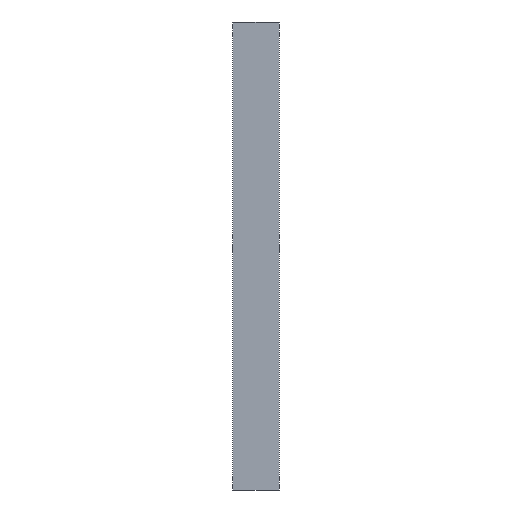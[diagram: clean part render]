
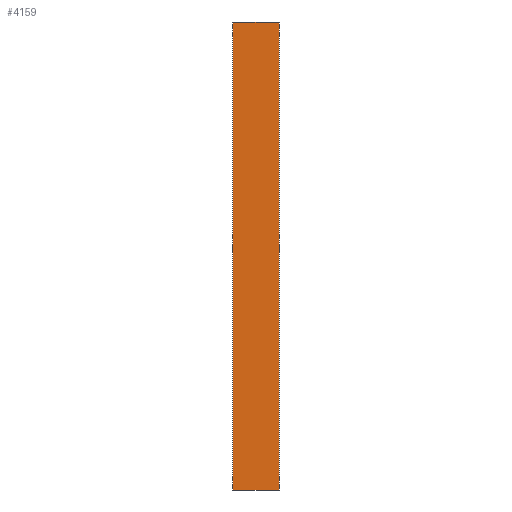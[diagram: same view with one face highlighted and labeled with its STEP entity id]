
A CAD part, front view. The second image highlights one B-rep face of the part: STEP entity #4159.
In plain terms, the highlighted planar face has unit normal (0, -1, 0).
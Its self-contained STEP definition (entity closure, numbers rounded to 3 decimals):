
#811=DIRECTION('',(-1.,0.,0.));
#812=VECTOR('',#811,295.);
#813=CARTESIAN_POINT('',(147.5,0.,-1500.));
#814=LINE('',#813,#812);
#815=DIRECTION('',(-1.,0.,0.));
#816=VECTOR('',#815,295.);
#817=CARTESIAN_POINT('',(147.5,0.,1500.));
#818=LINE('',#817,#816);
#823=DIRECTION('',(0.,0.,1.));
#824=VECTOR('',#823,3000.);
#825=CARTESIAN_POINT('',(-147.5,0.,-1500.));
#826=LINE('',#825,#824);
#1355=DIRECTION('',(0.,0.,-1.));
#1356=VECTOR('',#1355,3000.);
#1357=CARTESIAN_POINT('',(147.5,0.,1500.));
#1358=LINE('',#1357,#1356);
#3033=CARTESIAN_POINT('',(147.5,0.,-1500.));
#3034=CARTESIAN_POINT('',(-147.5,0.,-1500.));
#3035=VERTEX_POINT('',#3033);
#3036=VERTEX_POINT('',#3034);
#3041=CARTESIAN_POINT('',(147.5,0.,1500.));
#3042=CARTESIAN_POINT('',(-147.5,0.,1500.));
#3043=VERTEX_POINT('',#3041);
#3044=VERTEX_POINT('',#3042);
#4145=CARTESIAN_POINT('',(0.,0.,1500.));
#4146=DIRECTION('',(0.,1.,0.));
#4147=DIRECTION('',(-1.,0.,0.));
#4148=AXIS2_PLACEMENT_3D('',#4145,#4146,#4147);
#4149=PLANE('',#4148);
#4150=ORIENTED_EDGE('',*,*,#4135,.T.);
#4152=ORIENTED_EDGE('',*,*,#4151,.T.);
#4154=ORIENTED_EDGE('',*,*,#4153,.F.);
#4156=ORIENTED_EDGE('',*,*,#4155,.T.);
#4157=EDGE_LOOP('',(#4150,#4152,#4154,#4156));
#4158=FACE_OUTER_BOUND('',#4157,.F.);
#4159=ADVANCED_FACE('',(#4158),#4149,.F.);
#4135=EDGE_CURVE('',#3035,#3036,#814,.T.);
#4151=EDGE_CURVE('',#3036,#3044,#826,.T.);
#4153=EDGE_CURVE('',#3043,#3044,#818,.T.);
#4155=EDGE_CURVE('',#3043,#3035,#1358,.T.);
